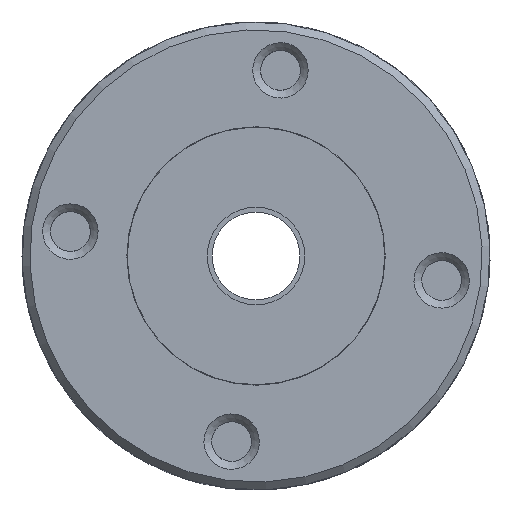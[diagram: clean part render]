
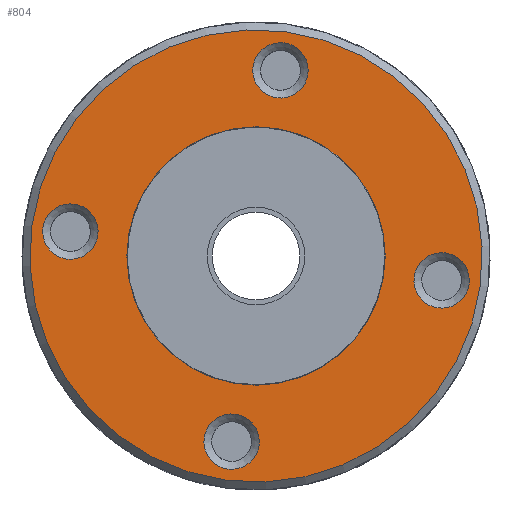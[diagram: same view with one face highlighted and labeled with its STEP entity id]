
A CAD part, left-side view. The second image highlights one B-rep face of the part: STEP entity #804.
In plain terms, the highlighted planar face has unit normal (-1, 0, 0).
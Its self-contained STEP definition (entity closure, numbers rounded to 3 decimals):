
#804 = ADVANCED_FACE( '', ( #1925, #1926, #1927, #1928, #1929, #1930 ), #1931, .T. );
#1925 = FACE_BOUND( '', #3348, .T. );
#1926 = FACE_OUTER_BOUND( '', #3349, .T. );
#1927 = FACE_BOUND( '', #3350, .T. );
#1928 = FACE_BOUND( '', #3351, .T. );
#1929 = FACE_BOUND( '', #3352, .T. );
#1930 = FACE_BOUND( '', #3353, .T. );
#1931 = PLANE( '', #3354 );
#3348 = EDGE_LOOP( '', ( #5735 ) );
#3349 = EDGE_LOOP( '', ( #5736 ) );
#3350 = EDGE_LOOP( '', ( #5737 ) );
#3351 = EDGE_LOOP( '', ( #5738 ) );
#3352 = EDGE_LOOP( '', ( #5739 ) );
#3353 = EDGE_LOOP( '', ( #5740 ) );
#3354 = AXIS2_PLACEMENT_3D( '', #5741, #5742, #5743 );
#5735 = ORIENTED_EDGE( '', *, *, #8202, .T. );
#5736 = ORIENTED_EDGE( '', *, *, #7664, .T. );
#5737 = ORIENTED_EDGE( '', *, *, #8203, .T. );
#5738 = ORIENTED_EDGE( '', *, *, #8204, .T. );
#5739 = ORIENTED_EDGE( '', *, *, #8205, .T. );
#5740 = ORIENTED_EDGE( '', *, *, #8206, .T. );
#5741 = CARTESIAN_POINT( '', ( -76.3, -4.32, 32.817 ) );
#5742 = DIRECTION( '', ( -1., 0., 0. ) );
#5743 = DIRECTION( '', ( 0., -0.131, 0.991 ) );
#7664 = EDGE_CURVE( '', #9150, #9150, #9151, .T. );
#8202 = EDGE_CURVE( '', #9965, #9965, #9966, .F. );
#8203 = EDGE_CURVE( '', #9967, #9967, #9968, .T. );
#8204 = EDGE_CURVE( '', #9969, #9969, #9970, .T. );
#8205 = EDGE_CURVE( '', #9971, #9971, #9972, .T. );
#8206 = EDGE_CURVE( '', #9973, #9973, #9974, .T. );
#9150 = VERTEX_POINT( '', #11321 );
#9151 = CIRCLE( '', #11322, 58. );
#9965 = VERTEX_POINT( '', #12599 );
#9966 = CIRCLE( '', #12600, 33.12 );
#9967 = VERTEX_POINT( '', #12601 );
#9968 = CIRCLE( '', #12602, 7.1 );
#9969 = VERTEX_POINT( '', #12603 );
#9970 = CIRCLE( '', #12604, 7.1 );
#9971 = VERTEX_POINT( '', #12605 );
#9972 = CIRCLE( '', #12606, 7.1 );
#9973 = VERTEX_POINT( '', #12607 );
#9974 = CIRCLE( '', #12608, 7.1 );
#11321 = CARTESIAN_POINT( '', ( -76.3, -7.571, 57.504 ) );
#11322 = AXIS2_PLACEMENT_3D( '', #13754, #13755, #13756 );
#12599 = CARTESIAN_POINT( '', ( -76.3, -33.12, 0. ) );
#12600 = AXIS2_PLACEMENT_3D( '', #14507, #14508, #14509 );
#12601 = CARTESIAN_POINT( '', ( -76.3, 46.663, 13.305 ) );
#12602 = AXIS2_PLACEMENT_3D( '', #14510, #14511, #14512 );
#12603 = CARTESIAN_POINT( '', ( -76.3, 5.339, -40.55 ) );
#12604 = AXIS2_PLACEMENT_3D( '', #14513, #14514, #14515 );
#12605 = CARTESIAN_POINT( '', ( -76.3, -48.516, 0.774 ) );
#12606 = AXIS2_PLACEMENT_3D( '', #14516, #14517, #14518 );
#12607 = CARTESIAN_POINT( '', ( -76.3, -7.192, 54.629 ) );
#12608 = AXIS2_PLACEMENT_3D( '', #14519, #14520, #14521 );
#13754 = CARTESIAN_POINT( '', ( -76.3, 0., 0. ) );
#13755 = DIRECTION( '', ( -1., 0., 0. ) );
#13756 = DIRECTION( '', ( 0., -0.131, 0.991 ) );
#14507 = CARTESIAN_POINT( '', ( -76.3, 0., 0. ) );
#14508 = DIRECTION( '', ( -1., 0., 0. ) );
#14509 = DIRECTION( '', ( 0., -1., 0. ) );
#14510 = CARTESIAN_POINT( '', ( -76.3, 47.589, 6.265 ) );
#14511 = DIRECTION( '', ( 1., 0., 0. ) );
#14512 = DIRECTION( '', ( 0., -0.131, 0.991 ) );
#14513 = CARTESIAN_POINT( '', ( -76.3, 6.265, -47.589 ) );
#14514 = DIRECTION( '', ( 1., 0., 0. ) );
#14515 = DIRECTION( '', ( 0., -0.131, 0.991 ) );
#14516 = CARTESIAN_POINT( '', ( -76.3, -47.589, -6.265 ) );
#14517 = DIRECTION( '', ( 1., 0., 0. ) );
#14518 = DIRECTION( '', ( 0., -0.131, 0.991 ) );
#14519 = CARTESIAN_POINT( '', ( -76.3, -6.265, 47.589 ) );
#14520 = DIRECTION( '', ( 1., 0., 0. ) );
#14521 = DIRECTION( '', ( 0., -0.131, 0.991 ) );
